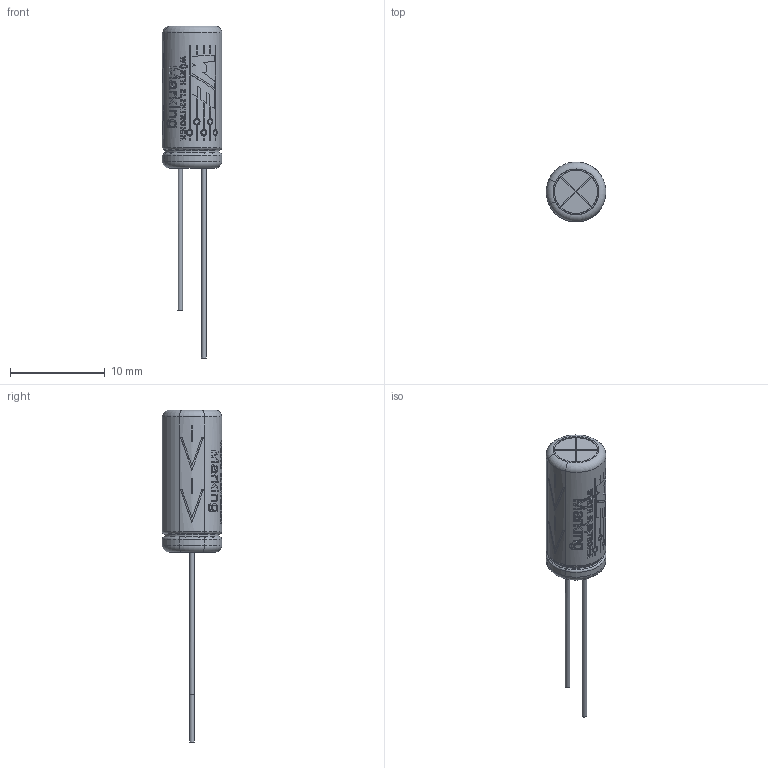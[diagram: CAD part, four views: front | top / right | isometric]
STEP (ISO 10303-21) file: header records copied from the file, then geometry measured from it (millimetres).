
FILE_DESCRIPTION( ( 'Unknown' ), '1' );
FILE_NAME( '6.3x15x2.5x0.5.stp', 'Unknown', ( 'Unknown' ), ( 'Unknown' ), 'PSStep 21.0.46', 'Unknown', ' ' );
FILE_SCHEMA( ( 'AUTOMOTIVE_DESIGN { 1 0 10303 214 1 1 1 1 }' ) );
Length unit declared in the file: millimetre
Products named in the file (2): 1; 2
Bounding box: 6.28 x 6.29 x 35 mm (x, y, z)
Volume: 458.1 mm3; surface area: 1073 mm2
Topology: 2 solids, 3 shells, 518 faces, 1314 edges, 871 vertices
Faces by surface type: plane 278, bspline 127, cylinder 89, torus 24
Full cylindrical faces by diameter (mm): 0.5 x2, 0.7 x1, 0.875 x1, 1.4 x1, 1.575 x1, 3.5 x1, 3.675 x1, 4.2 x1, 4.375 x1, 4.55 x2, 4.831 x2, 5.58 x1, 5.6 x1, 6.08 x2, 6.1 x2
Entity records: 26091 total; most frequent: CARTESIAN_POINT 10208, ORIENTED_EDGE 2534, DIRECTION 2090, EDGE_CURVE 1267, VERTEX_POINT 865, AXIS2_PLACEMENT_3D 702, LINE 686, VECTOR 686
